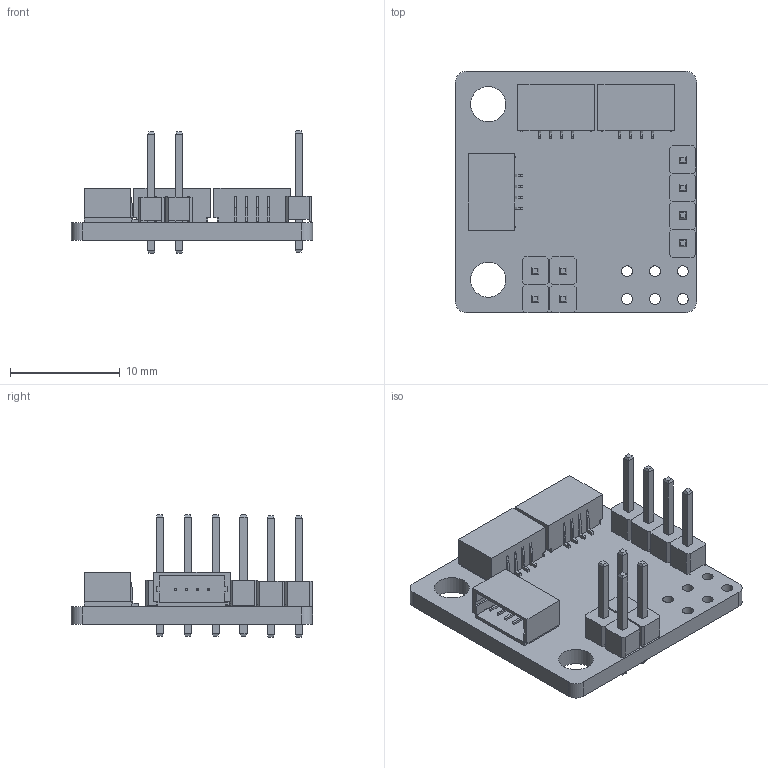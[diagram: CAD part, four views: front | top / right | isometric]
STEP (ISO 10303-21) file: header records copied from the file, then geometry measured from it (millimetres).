
FILE_DESCRIPTION(('KiCad electronic assembly'),'2;1');
FILE_NAME('Raspberry_PI_easyC_adapter_3D.step','2021-09-01T10:35:08',( 'Pcbnew'),('Kicad'),'Open CASCADE STEP processor 7.5', 'KiCad to STEP converter','Unknown');
FILE_SCHEMA(('AUTOMOTIVE_DESIGN { 1 0 10303 214 1 1 1 1 }'));
Length unit declared in the file: millimetre
Products named in the file (8): Raspberry_PI_easyC_adapter_3D 1; 2x_Male_Pin_2.54_mm; COMPOUND; 4x_Male_Pin_2.54_mm; easyC connector; SOLID
Assembly tree (10 placements, depth 3):
  Raspberry_PI_easyC_adapter_3D 1
    2x_Male_Pin_2.54_mm  x2
      COMPOUND
    4x_Male_Pin_2.54_mm
      COMPOUND
    easyC connector  x3
      SOLID
    COMPOUND
Bounding box: 22 x 22.01 x 11.2 mm (x, y, z)
Volume: 969.4 mm3; surface area: 2256 mm2
Topology: 12 solids, 12 shells, 603 faces, 1464 edges, 916 vertices
Faces by surface type: bspline 577, cylinder 20, plane 6
Full cylindrical faces by diameter (mm): 1 x14, 3.2 x2
Entity records: 18153 total; most frequent: CARTESIAN_POINT 6197, B_SPLINE_CURVE_WITH_KNOTS 2096, ORIENTED_EDGE 1552, PCURVE 1552, DEFINITIONAL_REPRESENTATION 1552, EDGE_CURVE 776, SURFACE_CURVE 760, VERTEX_POINT 484
